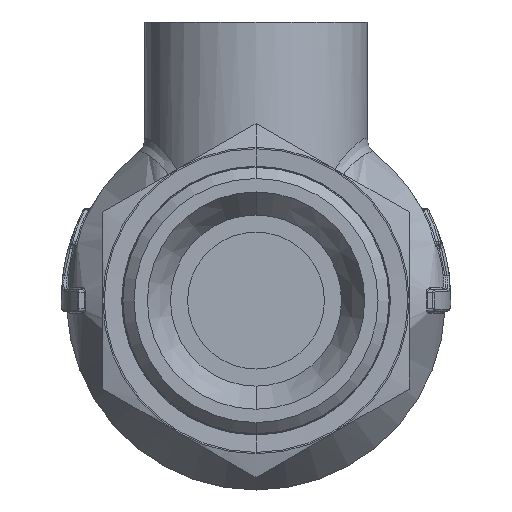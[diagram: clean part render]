
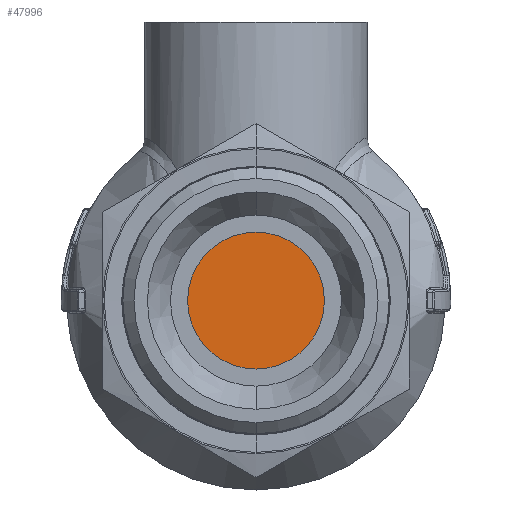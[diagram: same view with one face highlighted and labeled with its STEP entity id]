
A CAD part, front view. The second image highlights one B-rep face of the part: STEP entity #47996.
In plain terms, the highlighted planar face has unit normal (0, -1, 0).
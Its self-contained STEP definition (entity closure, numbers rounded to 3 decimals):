
#1349 = PLANE ( 'NONE',  #44698 ) ;
#1561 = DIRECTION ( 'NONE',  ( 0., 0., -1. ) ) ;
#3518 = DIRECTION ( 'NONE',  ( 0., -1., 0. ) ) ;
#6095 = ORIENTED_EDGE ( 'NONE', *, *, #20952, .T. ) ;
#7029 = DIRECTION ( 'NONE',  ( 0., -1., 0. ) ) ;
#9657 = CARTESIAN_POINT ( 'NONE',  ( 0., 195.292, 0. ) ) ;
#13350 = CARTESIAN_POINT ( 'NONE',  ( 0., 195.292, 0. ) ) ;
#13396 = VERTEX_POINT ( 'NONE', #53643 ) ;
#18047 = CIRCLE ( 'NONE', #28159, 12.285 ) ;
#19395 = ORIENTED_EDGE ( 'NONE', *, *, #62203, .T. ) ;
#20952 = EDGE_CURVE ( 'NONE', #30230, #13396, #18047, .T. ) ;
#23441 = DIRECTION ( 'NONE',  ( 0., 0., 1. ) ) ;
#24300 = DIRECTION ( 'NONE',  ( 0., -1., 0. ) ) ;
#24813 = CARTESIAN_POINT ( 'NONE',  ( 0., 195.292, -12.285 ) ) ;
#28159 = AXIS2_PLACEMENT_3D ( 'NONE', #13350, #3518, #23441 ) ;
#29360 = DIRECTION ( 'NONE',  ( 0., 0., 1. ) ) ;
#30230 = VERTEX_POINT ( 'NONE', #24813 ) ;
#43669 = AXIS2_PLACEMENT_3D ( 'NONE', #9657, #24300, #29360 ) ;
#44698 = AXIS2_PLACEMENT_3D ( 'NONE', #61997, #7029, #1561 ) ;
#47996 = ADVANCED_FACE ( 'NONE', ( #60157 ), #1349, .T. ) ;
#53643 = CARTESIAN_POINT ( 'NONE',  ( 0., 195.292, 12.285 ) ) ;
#54174 = EDGE_LOOP ( 'NONE', ( #19395, #6095 ) ) ;
#60157 = FACE_OUTER_BOUND ( 'NONE', #54174, .T. ) ;
#61997 = CARTESIAN_POINT ( 'NONE',  ( 0., 195.292, 0. ) ) ;
#62203 = EDGE_CURVE ( 'NONE', #13396, #30230, #62892, .T. ) ;
#62892 = CIRCLE ( 'NONE', #43669, 12.285 ) ;
